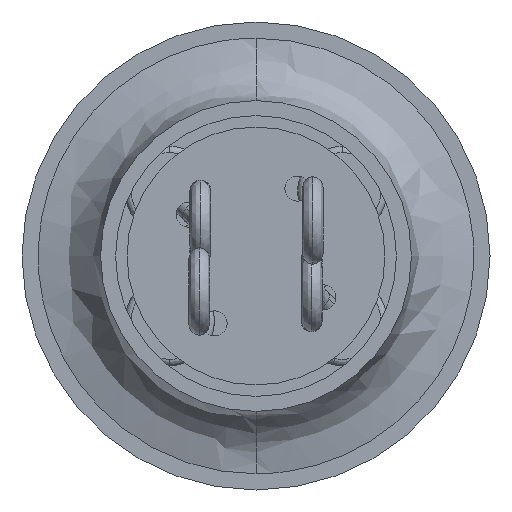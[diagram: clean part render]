
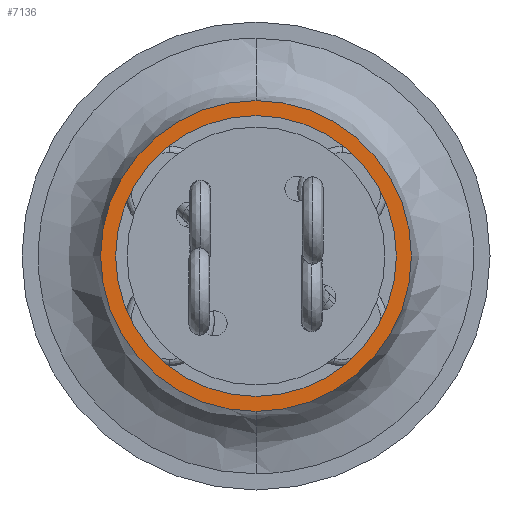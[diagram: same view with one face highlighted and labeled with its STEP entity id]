
A CAD part, front view. The second image highlights one B-rep face of the part: STEP entity #7136.
In plain terms, the highlighted planar face has unit normal (0, -1, 0).
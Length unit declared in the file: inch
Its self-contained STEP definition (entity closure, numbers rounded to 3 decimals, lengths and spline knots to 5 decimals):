
#181 = AXIS2_PLACEMENT_3D ( 'NONE', #391, #396, #397 ) ;
#389 = PLANE ( 'NONE',  #181 ) ;
#391 = CARTESIAN_POINT ( 'NONE',  ( 0.3735, -0.79, 0. ) ) ;
#396 = DIRECTION ( 'NONE',  ( 0., 1., 0. ) ) ;
#397 = DIRECTION ( 'NONE',  ( 0., 0., 1. ) ) ;
#942 = AXIS2_PLACEMENT_3D ( 'NONE', #8108, #8109, #8110 ) ;
#943 = AXIS2_PLACEMENT_3D ( 'NONE', #8114, #8115, #8116 ) ;
#1000 = AXIS2_PLACEMENT_3D ( 'NONE', #7029, #7030, #7031 ) ;
#1728 = EDGE_CURVE ( 'NONE', #4954, #4956, #5265, .T. ) ;
#1838 = CARTESIAN_POINT ( 'NONE',  ( 0., -0.79, 0. ) ) ;
#1839 = DIRECTION ( 'NONE',  ( 0., -1., 0. ) ) ;
#1840 = DIRECTION ( 'NONE',  ( 0., 0., 1. ) ) ;
#2256 = AXIS2_PLACEMENT_3D ( 'NONE', #1838, #1839, #1840 ) ;
#3078 = EDGE_CURVE ( 'NONE', #4960, #4949, #5390, .T. ) ;
#3905 = ORIENTED_EDGE ( 'NONE', *, *, #1728, .F. ) ;
#3906 = ORIENTED_EDGE ( 'NONE', *, *, #4051, .F. ) ;
#3907 = ORIENTED_EDGE ( 'NONE', *, *, #3078, .F. ) ;
#3908 = ORIENTED_EDGE ( 'NONE', *, *, #4048, .F. ) ;
#4048 = EDGE_CURVE ( 'NONE', #4949, #4960, #7607, .T. ) ;
#4051 = EDGE_CURVE ( 'NONE', #4956, #4954, #7618, .T. ) ;
#4949 = VERTEX_POINT ( 'NONE', #8146 ) ;
#4954 = VERTEX_POINT ( 'NONE', #8168 ) ;
#4956 = VERTEX_POINT ( 'NONE', #8170 ) ;
#4960 = VERTEX_POINT ( 'NONE', #8174 ) ;
#5265 = CIRCLE ( 'NONE', #1000, 0.3735 ) ;
#5390 = CIRCLE ( 'NONE', #2256, 0.3375 ) ;
#7029 = CARTESIAN_POINT ( 'NONE',  ( 0., -0.79, 0. ) ) ;
#7030 = DIRECTION ( 'NONE',  ( 0., 1., 0. ) ) ;
#7031 = DIRECTION ( 'NONE',  ( 0., 0., 1. ) ) ;
#7136 = ADVANCED_FACE ( 'NONE', ( #7334, #7342 ), #389, .F. ) ;
#7334 = FACE_BOUND ( 'NONE', #8516, .T. ) ;
#7342 = FACE_OUTER_BOUND ( 'NONE', #8518, .T. ) ;
#7607 = CIRCLE ( 'NONE', #942, 0.3375 ) ;
#7618 = CIRCLE ( 'NONE', #943, 0.3735 ) ;
#8108 = CARTESIAN_POINT ( 'NONE',  ( 0., -0.79, 0. ) ) ;
#8109 = DIRECTION ( 'NONE',  ( 0., -1., 0. ) ) ;
#8110 = DIRECTION ( 'NONE',  ( 0., 0., 1. ) ) ;
#8114 = CARTESIAN_POINT ( 'NONE',  ( 0., -0.79, 0. ) ) ;
#8115 = DIRECTION ( 'NONE',  ( 0., 1., 0. ) ) ;
#8116 = DIRECTION ( 'NONE',  ( 0., 0., 1. ) ) ;
#8146 = CARTESIAN_POINT ( 'NONE',  ( 0., -0.79, 0.3375 ) ) ;
#8168 = CARTESIAN_POINT ( 'NONE',  ( 0., -0.79, -0.3735 ) ) ;
#8170 = CARTESIAN_POINT ( 'NONE',  ( 0., -0.79, 0.3735 ) ) ;
#8174 = CARTESIAN_POINT ( 'NONE',  ( 0., -0.79, -0.3375 ) ) ;
#8516 = EDGE_LOOP ( 'NONE', ( #3908, #3907 ) ) ;
#8518 = EDGE_LOOP ( 'NONE', ( #3906, #3905 ) ) ;
